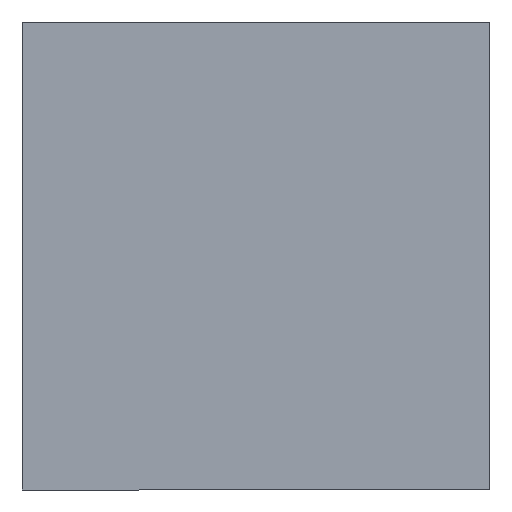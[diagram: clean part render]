
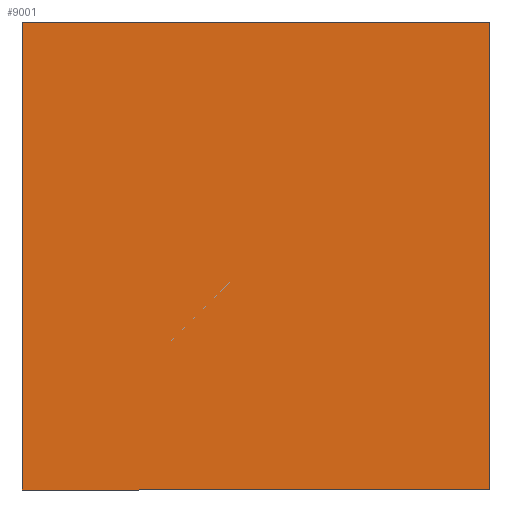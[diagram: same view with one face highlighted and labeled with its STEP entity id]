
A CAD part, front view. The second image highlights one B-rep face of the part: STEP entity #9001.
In plain terms, the highlighted face is planar.
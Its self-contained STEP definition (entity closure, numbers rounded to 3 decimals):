
#1536=ORIENTED_EDGE('',*,*,#3107,.T.);
#1537=ORIENTED_EDGE('',*,*,#3203,.T.);
#1538=ORIENTED_EDGE('',*,*,#3119,.T.);
#1539=ORIENTED_EDGE('',*,*,#3148,.T.);
#3107=EDGE_CURVE('',#4044,#4045,#4887,.T.);
#3119=EDGE_CURVE('',#4056,#4057,#4899,.T.);
#3148=EDGE_CURVE('',#4057,#4044,#4928,.T.);
#3203=EDGE_CURVE('',#4045,#4056,#4983,.T.);
#4044=VERTEX_POINT('',#13000);
#4045=VERTEX_POINT('',#13001);
#4056=VERTEX_POINT('',#13025);
#4057=VERTEX_POINT('',#13026);
#4887=LINE('',#12999,#5829);
#4899=LINE('',#13024,#5841);
#4928=LINE('',#13082,#5870);
#4983=LINE('',#13186,#5925);
#5829=VECTOR('',#10835,1000.);
#5841=VECTOR('',#10849,1000.);
#5870=VECTOR('',#10880,1000.);
#5925=VECTOR('',#10939,1000.);
#6510=EDGE_LOOP('',(#1536,#1537,#1538,#1539));
#6902=FACE_BOUND('',#6510,.T.);
#7243=PLANE('',#9503);
#9001=ADVANCED_FACE('',(#6902),#7243,.T.);
#9503=AXIS2_PLACEMENT_3D('',#13195,#10945,#10946);
#10835=DIRECTION('',(0.,1.,0.));
#10849=DIRECTION('',(0.,-1.,0.));
#10880=DIRECTION('',(-1.,0.,0.));
#10939=DIRECTION('',(1.,0.,0.));
#10945=DIRECTION('',(0.,0.,-1.));
#10946=DIRECTION('',(-1.,0.,0.));
#12999=CARTESIAN_POINT('',(-1.568,-2.216,0.));
#13000=CARTESIAN_POINT('',(-1.568,-2.216,0.));
#13001=CARTESIAN_POINT('',(-1.568,0.784,0.));
#13024=CARTESIAN_POINT('',(1.432,0.784,0.));
#13025=CARTESIAN_POINT('',(1.432,0.784,0.));
#13026=CARTESIAN_POINT('',(1.432,-2.216,0.));
#13082=CARTESIAN_POINT('',(1.432,-2.216,0.));
#13186=CARTESIAN_POINT('',(-1.568,0.784,0.));
#13195=CARTESIAN_POINT('',(-1.568,0.784,0.));
